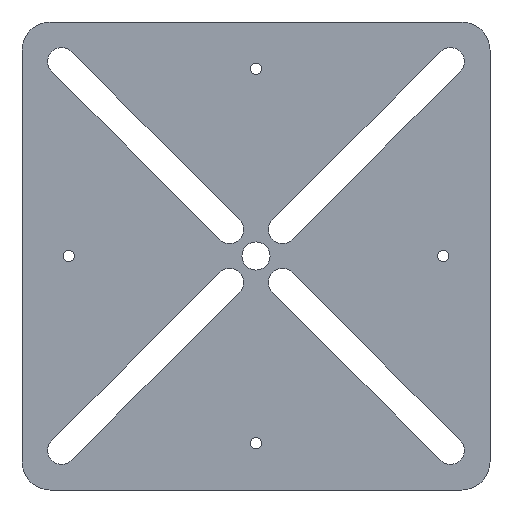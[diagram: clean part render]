
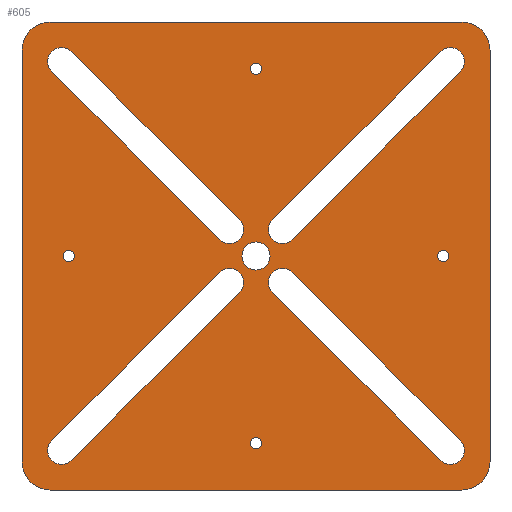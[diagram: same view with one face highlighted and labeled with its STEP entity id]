
A CAD part, front view. The second image highlights one B-rep face of the part: STEP entity #605.
In plain terms, the highlighted planar face has unit normal (0, -1, 0).
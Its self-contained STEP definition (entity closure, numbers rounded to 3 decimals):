
#15=FACE_BOUND('',#81,.T.);
#16=FACE_BOUND('',#82,.T.);
#17=FACE_BOUND('',#83,.T.);
#18=FACE_BOUND('',#84,.T.);
#19=FACE_BOUND('',#85,.T.);
#20=FACE_BOUND('',#86,.T.);
#21=FACE_BOUND('',#87,.T.);
#22=FACE_BOUND('',#88,.T.);
#23=FACE_BOUND('',#89,.T.);
#34=PLANE('',#652);
#49=FACE_OUTER_BOUND('',#80,.T.);
#80=EDGE_LOOP('',(#420,#421,#422,#423,#424,#425,#426,#427));
#81=EDGE_LOOP('',(#428));
#82=EDGE_LOOP('',(#429));
#83=EDGE_LOOP('',(#430,#431,#432,#433));
#84=EDGE_LOOP('',(#434));
#85=EDGE_LOOP('',(#435));
#86=EDGE_LOOP('',(#436,#437,#438,#439));
#87=EDGE_LOOP('',(#440));
#88=EDGE_LOOP('',(#441,#442,#443,#444));
#89=EDGE_LOOP('',(#445,#446,#447,#448));
#129=LINE('',#910,#182);
#132=LINE('',#916,#185);
#133=LINE('',#920,#186);
#134=LINE('',#924,#187);
#135=LINE('',#934,#188);
#136=LINE('',#937,#189);
#137=LINE('',#946,#190);
#138=LINE('',#949,#191);
#139=LINE('',#956,#192);
#140=LINE('',#959,#193);
#141=LINE('',#964,#194);
#142=LINE('',#967,#195);
#182=VECTOR('',#725,10.);
#185=VECTOR('',#730,10.);
#186=VECTOR('',#733,10.);
#187=VECTOR('',#736,10.);
#188=VECTOR('',#745,10.);
#189=VECTOR('',#748,10.);
#190=VECTOR('',#755,10.);
#191=VECTOR('',#758,10.);
#192=VECTOR('',#763,10.);
#193=VECTOR('',#766,10.);
#194=VECTOR('',#769,10.);
#195=VECTOR('',#772,10.);
#234=CIRCLE('',#650,15.);
#235=CIRCLE('',#653,15.);
#236=CIRCLE('',#654,15.);
#237=CIRCLE('',#655,15.);
#238=CIRCLE('',#656,3.);
#239=CIRCLE('',#657,3.);
#240=CIRCLE('',#658,7.5);
#241=CIRCLE('',#659,7.5);
#242=CIRCLE('',#660,3.);
#243=CIRCLE('',#661,7.5);
#244=CIRCLE('',#662,7.5);
#245=CIRCLE('',#663,7.5);
#246=CIRCLE('',#664,3.);
#247=CIRCLE('',#665,7.5);
#248=CIRCLE('',#666,7.5);
#249=CIRCLE('',#667,7.5);
#250=CIRCLE('',#668,7.5);
#269=VERTEX_POINT('',#903);
#270=VERTEX_POINT('',#905);
#271=VERTEX_POINT('',#909);
#273=VERTEX_POINT('',#915);
#274=VERTEX_POINT('',#917);
#275=VERTEX_POINT('',#919);
#276=VERTEX_POINT('',#921);
#277=VERTEX_POINT('',#923);
#278=VERTEX_POINT('',#926);
#279=VERTEX_POINT('',#928);
#280=VERTEX_POINT('',#930);
#281=VERTEX_POINT('',#931);
#282=VERTEX_POINT('',#933);
#283=VERTEX_POINT('',#935);
#284=VERTEX_POINT('',#938);
#285=VERTEX_POINT('',#940);
#286=VERTEX_POINT('',#942);
#287=VERTEX_POINT('',#943);
#288=VERTEX_POINT('',#945);
#289=VERTEX_POINT('',#947);
#290=VERTEX_POINT('',#950);
#291=VERTEX_POINT('',#952);
#292=VERTEX_POINT('',#953);
#293=VERTEX_POINT('',#955);
#294=VERTEX_POINT('',#957);
#295=VERTEX_POINT('',#960);
#296=VERTEX_POINT('',#961);
#297=VERTEX_POINT('',#963);
#298=VERTEX_POINT('',#965);
#327=EDGE_CURVE('',#269,#270,#234,.T.);
#329=EDGE_CURVE('',#271,#270,#129,.T.);
#332=EDGE_CURVE('',#269,#273,#132,.T.);
#333=EDGE_CURVE('',#274,#273,#235,.T.);
#334=EDGE_CURVE('',#274,#275,#133,.T.);
#335=EDGE_CURVE('',#276,#275,#236,.T.);
#336=EDGE_CURVE('',#276,#277,#134,.T.);
#337=EDGE_CURVE('',#271,#277,#237,.T.);
#338=EDGE_CURVE('',#278,#278,#238,.T.);
#339=EDGE_CURVE('',#279,#279,#239,.T.);
#340=EDGE_CURVE('',#280,#281,#240,.T.);
#341=EDGE_CURVE('',#282,#280,#135,.T.);
#342=EDGE_CURVE('',#283,#282,#241,.T.);
#343=EDGE_CURVE('',#281,#283,#136,.T.);
#344=EDGE_CURVE('',#284,#284,#242,.T.);
#345=EDGE_CURVE('',#285,#285,#243,.T.);
#346=EDGE_CURVE('',#286,#287,#244,.T.);
#347=EDGE_CURVE('',#288,#286,#137,.T.);
#348=EDGE_CURVE('',#289,#288,#245,.T.);
#349=EDGE_CURVE('',#287,#289,#138,.T.);
#350=EDGE_CURVE('',#290,#290,#246,.T.);
#351=EDGE_CURVE('',#291,#292,#247,.T.);
#352=EDGE_CURVE('',#293,#291,#139,.T.);
#353=EDGE_CURVE('',#294,#293,#248,.T.);
#354=EDGE_CURVE('',#292,#294,#140,.T.);
#355=EDGE_CURVE('',#295,#296,#249,.T.);
#356=EDGE_CURVE('',#297,#295,#141,.T.);
#357=EDGE_CURVE('',#298,#297,#250,.T.);
#358=EDGE_CURVE('',#296,#298,#142,.T.);
#420=ORIENTED_EDGE('',*,*,#327,.F.);
#421=ORIENTED_EDGE('',*,*,#332,.T.);
#422=ORIENTED_EDGE('',*,*,#333,.F.);
#423=ORIENTED_EDGE('',*,*,#334,.T.);
#424=ORIENTED_EDGE('',*,*,#335,.F.);
#425=ORIENTED_EDGE('',*,*,#336,.T.);
#426=ORIENTED_EDGE('',*,*,#337,.F.);
#427=ORIENTED_EDGE('',*,*,#329,.T.);
#428=ORIENTED_EDGE('',*,*,#338,.F.);
#429=ORIENTED_EDGE('',*,*,#339,.F.);
#430=ORIENTED_EDGE('',*,*,#340,.F.);
#431=ORIENTED_EDGE('',*,*,#341,.F.);
#432=ORIENTED_EDGE('',*,*,#342,.F.);
#433=ORIENTED_EDGE('',*,*,#343,.F.);
#434=ORIENTED_EDGE('',*,*,#344,.F.);
#435=ORIENTED_EDGE('',*,*,#345,.F.);
#436=ORIENTED_EDGE('',*,*,#346,.F.);
#437=ORIENTED_EDGE('',*,*,#347,.F.);
#438=ORIENTED_EDGE('',*,*,#348,.F.);
#439=ORIENTED_EDGE('',*,*,#349,.F.);
#440=ORIENTED_EDGE('',*,*,#350,.F.);
#441=ORIENTED_EDGE('',*,*,#351,.F.);
#442=ORIENTED_EDGE('',*,*,#352,.F.);
#443=ORIENTED_EDGE('',*,*,#353,.F.);
#444=ORIENTED_EDGE('',*,*,#354,.F.);
#445=ORIENTED_EDGE('',*,*,#355,.F.);
#446=ORIENTED_EDGE('',*,*,#356,.F.);
#447=ORIENTED_EDGE('',*,*,#357,.F.);
#448=ORIENTED_EDGE('',*,*,#358,.F.);
#605=ADVANCED_FACE('',(#49,#15,#16,#17,#18,#19,#20,#21,#22,#23),#34,.F.);
#650=AXIS2_PLACEMENT_3D('',#906,#720,#721);
#652=AXIS2_PLACEMENT_3D('',#914,#728,#729);
#653=AXIS2_PLACEMENT_3D('',#918,#731,#732);
#654=AXIS2_PLACEMENT_3D('',#922,#734,#735);
#655=AXIS2_PLACEMENT_3D('',#925,#737,#738);
#656=AXIS2_PLACEMENT_3D('',#927,#739,#740);
#657=AXIS2_PLACEMENT_3D('',#929,#741,#742);
#658=AXIS2_PLACEMENT_3D('',#932,#743,#744);
#659=AXIS2_PLACEMENT_3D('',#936,#746,#747);
#660=AXIS2_PLACEMENT_3D('',#939,#749,#750);
#661=AXIS2_PLACEMENT_3D('',#941,#751,#752);
#662=AXIS2_PLACEMENT_3D('',#944,#753,#754);
#663=AXIS2_PLACEMENT_3D('',#948,#756,#757);
#664=AXIS2_PLACEMENT_3D('',#951,#759,#760);
#665=AXIS2_PLACEMENT_3D('',#954,#761,#762);
#666=AXIS2_PLACEMENT_3D('',#958,#764,#765);
#667=AXIS2_PLACEMENT_3D('',#962,#767,#768);
#668=AXIS2_PLACEMENT_3D('',#966,#770,#771);
#720=DIRECTION('center_axis',(0.,1.,0.));
#721=DIRECTION('ref_axis',(-0.707,0.,-0.707));
#725=DIRECTION('',(0.,0.,-1.));
#728=DIRECTION('center_axis',(0.,1.,0.));
#729=DIRECTION('ref_axis',(1.,0.,0.));
#730=DIRECTION('',(1.,0.,0.));
#731=DIRECTION('center_axis',(0.,1.,0.));
#732=DIRECTION('ref_axis',(0.707,0.,-0.707));
#733=DIRECTION('',(0.,0.,1.));
#734=DIRECTION('center_axis',(0.,1.,0.));
#735=DIRECTION('ref_axis',(0.707,0.,0.707));
#736=DIRECTION('',(-1.,0.,0.));
#737=DIRECTION('center_axis',(0.,1.,0.));
#738=DIRECTION('ref_axis',(-0.707,0.,0.707));
#739=DIRECTION('center_axis',(0.,-1.,0.));
#740=DIRECTION('ref_axis',(1.,0.,0.));
#741=DIRECTION('center_axis',(0.,-1.,0.));
#742=DIRECTION('ref_axis',(1.,0.,0.));
#743=DIRECTION('center_axis',(0.,-1.,0.));
#744=DIRECTION('ref_axis',(-0.707,0.,-0.707));
#745=DIRECTION('',(-0.707,0.,0.707));
#746=DIRECTION('center_axis',(0.,-1.,0.));
#747=DIRECTION('ref_axis',(0.707,0.,0.707));
#748=DIRECTION('',(0.707,0.,-0.707));
#749=DIRECTION('center_axis',(0.,-1.,0.));
#750=DIRECTION('ref_axis',(1.,0.,0.));
#751=DIRECTION('center_axis',(0.,-1.,0.));
#752=DIRECTION('ref_axis',(1.,0.,0.));
#753=DIRECTION('center_axis',(0.,-1.,0.));
#754=DIRECTION('ref_axis',(-0.707,0.,-0.707));
#755=DIRECTION('',(-0.707,0.,0.707));
#756=DIRECTION('center_axis',(0.,-1.,0.));
#757=DIRECTION('ref_axis',(0.707,0.,0.707));
#758=DIRECTION('',(0.707,0.,-0.707));
#759=DIRECTION('center_axis',(0.,-1.,0.));
#760=DIRECTION('ref_axis',(1.,0.,0.));
#761=DIRECTION('center_axis',(0.,-1.,0.));
#762=DIRECTION('ref_axis',(0.707,0.,-0.707));
#763=DIRECTION('',(-0.707,0.,-0.707));
#764=DIRECTION('center_axis',(0.,-1.,0.));
#765=DIRECTION('ref_axis',(-0.707,0.,0.707));
#766=DIRECTION('',(0.707,0.,0.707));
#767=DIRECTION('center_axis',(0.,-1.,0.));
#768=DIRECTION('ref_axis',(0.707,0.,-0.707));
#769=DIRECTION('',(-0.707,0.,-0.707));
#770=DIRECTION('center_axis',(0.,-1.,0.));
#771=DIRECTION('ref_axis',(-0.707,0.,0.707));
#772=DIRECTION('',(0.707,0.,0.707));
#903=CARTESIAN_POINT('',(-110.,0.,-125.));
#905=CARTESIAN_POINT('',(-125.,0.,-110.));
#906=CARTESIAN_POINT('Origin',(-110.,0.,-110.));
#909=CARTESIAN_POINT('',(-125.,0.,110.));
#910=CARTESIAN_POINT('',(-125.,0.,125.));
#914=CARTESIAN_POINT('Origin',(0.,0.,0.));
#915=CARTESIAN_POINT('',(110.,0.,-125.));
#916=CARTESIAN_POINT('',(-125.,0.,-125.));
#917=CARTESIAN_POINT('',(125.,0.,-110.));
#918=CARTESIAN_POINT('Origin',(110.,0.,-110.));
#919=CARTESIAN_POINT('',(125.,0.,110.));
#920=CARTESIAN_POINT('',(125.,0.,-125.));
#921=CARTESIAN_POINT('',(110.,0.,125.));
#922=CARTESIAN_POINT('Origin',(110.,0.,110.));
#923=CARTESIAN_POINT('',(-110.,0.,125.));
#924=CARTESIAN_POINT('',(125.,0.,125.));
#925=CARTESIAN_POINT('Origin',(-110.,0.,110.));
#926=CARTESIAN_POINT('',(-3.,0.,-100.));
#927=CARTESIAN_POINT('Origin',(0.,0.,-100.));
#928=CARTESIAN_POINT('',(-103.,0.,0.));
#929=CARTESIAN_POINT('Origin',(-100.,0.,0.));
#930=CARTESIAN_POINT('',(-98.483,0.,109.09));
#931=CARTESIAN_POINT('',(-109.09,0.,98.483));
#932=CARTESIAN_POINT('Origin',(-103.787,0.,103.787));
#933=CARTESIAN_POINT('',(-8.839,0.,19.445));
#934=CARTESIAN_POINT('',(-98.483,0.,109.09));
#935=CARTESIAN_POINT('',(-19.445,0.,8.839));
#936=CARTESIAN_POINT('Origin',(-14.142,0.,14.142));
#937=CARTESIAN_POINT('',(-19.445,0.,8.839));
#938=CARTESIAN_POINT('',(-3.,0.,100.));
#939=CARTESIAN_POINT('Origin',(0.,0.,100.));
#940=CARTESIAN_POINT('',(-7.5,0.,0.));
#941=CARTESIAN_POINT('Origin',(0.,0.,0.));
#942=CARTESIAN_POINT('',(19.445,0.,-8.839));
#943=CARTESIAN_POINT('',(8.839,0.,-19.445));
#944=CARTESIAN_POINT('Origin',(14.142,0.,-14.142));
#945=CARTESIAN_POINT('',(109.09,0.,-98.483));
#946=CARTESIAN_POINT('',(19.445,0.,-8.839));
#947=CARTESIAN_POINT('',(98.483,0.,-109.09));
#948=CARTESIAN_POINT('Origin',(103.787,0.,-103.787));
#949=CARTESIAN_POINT('',(98.483,0.,-109.09));
#950=CARTESIAN_POINT('',(97.,0.,0.));
#951=CARTESIAN_POINT('Origin',(100.,0.,0.));
#952=CARTESIAN_POINT('',(8.839,0.,19.445));
#953=CARTESIAN_POINT('',(19.445,0.,8.839));
#954=CARTESIAN_POINT('Origin',(14.142,0.,14.142));
#955=CARTESIAN_POINT('',(98.483,0.,109.09));
#956=CARTESIAN_POINT('',(8.839,0.,19.445));
#957=CARTESIAN_POINT('',(109.09,0.,98.483));
#958=CARTESIAN_POINT('Origin',(103.787,0.,103.787));
#959=CARTESIAN_POINT('',(109.09,0.,98.483));
#960=CARTESIAN_POINT('',(-109.09,0.,-98.483));
#961=CARTESIAN_POINT('',(-98.483,0.,-109.09));
#962=CARTESIAN_POINT('Origin',(-103.787,0.,-103.787));
#963=CARTESIAN_POINT('',(-19.445,0.,-8.839));
#964=CARTESIAN_POINT('',(-109.09,0.,-98.483));
#965=CARTESIAN_POINT('',(-8.839,0.,-19.445));
#966=CARTESIAN_POINT('Origin',(-14.142,0.,-14.142));
#967=CARTESIAN_POINT('',(-8.839,0.,-19.445));
